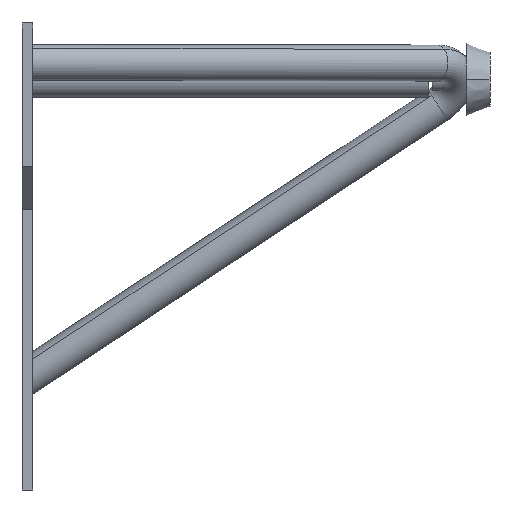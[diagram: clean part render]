
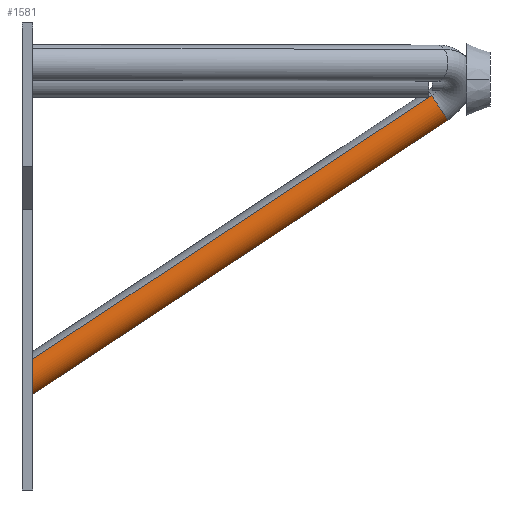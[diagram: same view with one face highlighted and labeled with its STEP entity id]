
A CAD part, left-side view. The second image highlights one B-rep face of the part: STEP entity #1581.
In plain terms, the highlighted cylindrical face has radius 5 mm (diameter 10 mm), a partial arc.
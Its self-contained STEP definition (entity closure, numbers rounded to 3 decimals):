
#92 = LINE ( 'NONE', #1637, #1852 ) ;
#124 = ORIENTED_EDGE ( 'NONE', *, *, #913, .F. ) ;
#154 = CARTESIAN_POINT ( 'NONE',  ( -7.395, -3., -101.329 ) ) ;
#318 = DIRECTION ( 'NONE',  ( 0.001, 0.834, -0.551 ) ) ;
#344 = EDGE_CURVE ( 'NONE', #1770, #1871, #771, .T. ) ;
#527 = CARTESIAN_POINT ( 'NONE',  ( -15.077, -3., -93.648 ) ) ;
#549 = CARTESIAN_POINT ( 'NONE',  ( -7.395, -3., -101.329 ) ) ;
#585 =( BOUNDED_CURVE ( )  B_SPLINE_CURVE ( 3, ( #154, #1391, #1454, #527 ),
 .UNSPECIFIED., .F., .F. ) 
 B_SPLINE_CURVE_WITH_KNOTS ( ( 4, 4 ),
 ( 5.41, 8.551 ),
 .UNSPECIFIED. ) 
 CURVE ( )  GEOMETRIC_REPRESENTATION_ITEM ( )  RATIONAL_B_SPLINE_CURVE ( ( 1., 0.333, 0.333, 1. ) ) 
 REPRESENTATION_ITEM ( '' )  );
#627 = VERTEX_POINT ( 'NONE', #1584 ) ;
#659 = CARTESIAN_POINT ( 'NONE',  ( -11.399, -115.55, -23.103 ) ) ;
#771 = LINE ( 'NONE', #1240, #2009 ) ;
#775 = CIRCLE ( 'NONE', #1729, 5. ) ;
#791 = DIRECTION ( 'NONE',  ( 0.001, 0.834, -0.551 ) ) ;
#832 = CARTESIAN_POINT ( 'NONE',  ( -11.399, -115.55, -23.103 ) ) ;
#912 = ORIENTED_EDGE ( 'NONE', *, *, #1899, .T. ) ;
#913 = EDGE_CURVE ( 'NONE', #627, #1677, #92, .T. ) ;
#922 = DIRECTION ( 'NONE',  ( -0.768, 0.354, 0.534 ) ) ;
#1011 = ORIENTED_EDGE ( 'NONE', *, *, #1856, .F. ) ;
#1134 = CARTESIAN_POINT ( 'NONE',  ( -15.077, -3., -93.648 ) ) ;
#1150 = EDGE_LOOP ( 'NONE', ( #124, #912, #1642, #1011 ) ) ;
#1240 = CARTESIAN_POINT ( 'NONE',  ( -15.237, -113.779, -20.433 ) ) ;
#1318 = DIRECTION ( 'NONE',  ( 0.001, 0.834, -0.551 ) ) ;
#1362 = FACE_OUTER_BOUND ( 'NONE', #1150, .T. ) ;
#1384 = CYLINDRICAL_SURFACE ( 'NONE', #1401, 5. ) ;
#1391 = CARTESIAN_POINT ( 'NONE',  ( -13.797, -3., -110.531 ) ) ;
#1401 = AXIS2_PLACEMENT_3D ( 'NONE', #659, #791, #1580 ) ;
#1454 = CARTESIAN_POINT ( 'NONE',  ( -21.479, -3., -102.849 ) ) ;
#1457 = CARTESIAN_POINT ( 'NONE',  ( -15.237, -113.779, -20.433 ) ) ;
#1580 = DIRECTION ( 'NONE',  ( -0.768, 0.354, 0.534 ) ) ;
#1581 = ADVANCED_FACE ( 'NONE', ( #1362 ), #1384, .T. ) ;
#1584 = CARTESIAN_POINT ( 'NONE',  ( -7.56, -117.32, -25.774 ) ) ;
#1637 = CARTESIAN_POINT ( 'NONE',  ( -7.56, -117.32, -25.774 ) ) ;
#1642 = ORIENTED_EDGE ( 'NONE', *, *, #344, .T. ) ;
#1677 = VERTEX_POINT ( 'NONE', #549 ) ;
#1729 = AXIS2_PLACEMENT_3D ( 'NONE', #832, #1769, #922 ) ;
#1769 = DIRECTION ( 'NONE',  ( 0.001, 0.834, -0.551 ) ) ;
#1770 = VERTEX_POINT ( 'NONE', #1457 ) ;
#1852 = VECTOR ( 'NONE', #1318, 1000. ) ;
#1856 = EDGE_CURVE ( 'NONE', #1677, #1871, #585, .T. ) ;
#1871 = VERTEX_POINT ( 'NONE', #1134 ) ;
#1899 = EDGE_CURVE ( 'NONE', #627, #1770, #775, .T. ) ;
#2009 = VECTOR ( 'NONE', #318, 1000. ) ;
